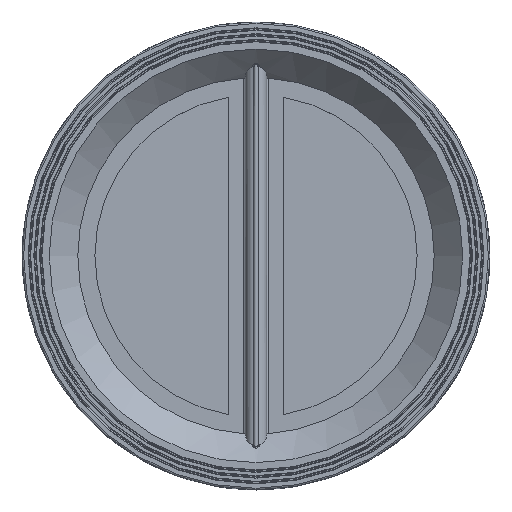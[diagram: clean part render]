
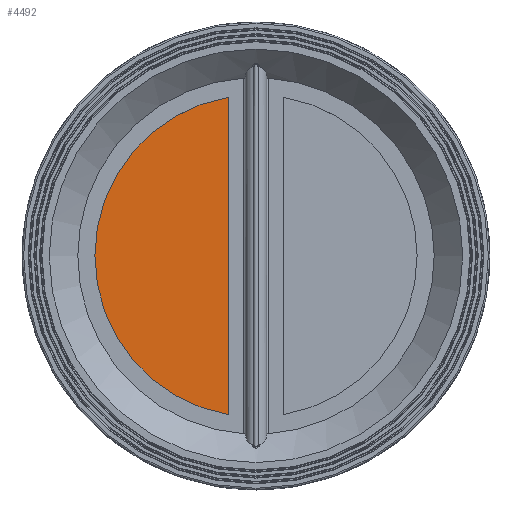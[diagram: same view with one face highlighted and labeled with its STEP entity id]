
A CAD part, top view. The second image highlights one B-rep face of the part: STEP entity #4492.
In plain terms, the highlighted face is planar.
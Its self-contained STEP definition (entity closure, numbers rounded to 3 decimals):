
#556=CIRCLE('',#4972,113.);
#787=FACE_OUTER_BOUND('',#1066,.T.);
#1066=EDGE_LOOP('',(#3723,#3724));
#1349=LINE('',#8912,#1623);
#1623=VECTOR('',#6039,10.);
#2007=VERTEX_POINT('',#8906);
#2008=VERTEX_POINT('',#8908);
#2600=EDGE_CURVE('',#2007,#2008,#556,.T.);
#2602=EDGE_CURVE('',#2008,#2007,#1349,.T.);
#3723=ORIENTED_EDGE('',*,*,#2602,.F.);
#3724=ORIENTED_EDGE('',*,*,#2600,.F.);
#4032=PLANE('',#4974);
#4492=ADVANCED_FACE('',(#787),#4032,.T.);
#4972=AXIS2_PLACEMENT_3D('',#8909,#6034,#6035);
#4974=AXIS2_PLACEMENT_3D('',#8913,#6040,#6041);
#6034=DIRECTION('center_axis',(0.,-1.,0.));
#6035=DIRECTION('ref_axis',(-0.985,0.,0.173));
#6039=DIRECTION('',(1.,0.,0.));
#6040=DIRECTION('center_axis',(0.,1.,0.));
#6041=DIRECTION('ref_axis',(0.,0.,1.));
#8906=CARTESIAN_POINT('',(111.305,83.,19.5));
#8908=CARTESIAN_POINT('',(-111.305,83.,19.5));
#8909=CARTESIAN_POINT('Origin',(0.,83.,0.));
#8912=CARTESIAN_POINT('',(111.305,83.,19.5));
#8913=CARTESIAN_POINT('Origin',(0.,83.,66.25));
